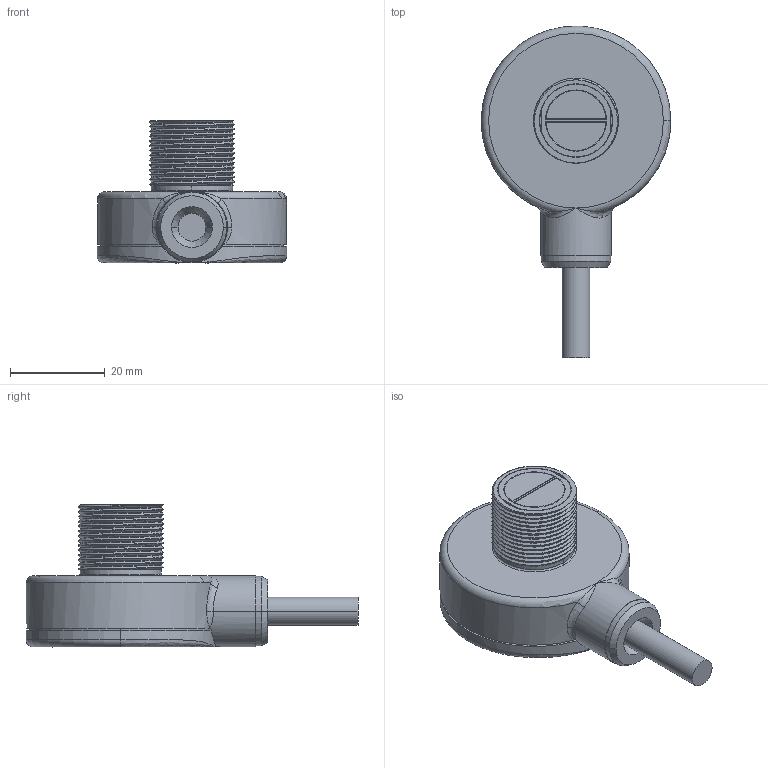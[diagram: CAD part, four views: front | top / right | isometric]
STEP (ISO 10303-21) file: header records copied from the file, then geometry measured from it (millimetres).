
FILE_DESCRIPTION((''),'2;1');
FILE_NAME('155320_SW','2010-12-03T',('banengservice'),('BANNER ENGINEERING'),'PRO/ENGINEER BY PARAMETRIC TECHNOLOGY CORPORATION, 2009141','PRO/ENGINEER BY PARAMETRIC TECHNOLOGY CORPORATION, 2009141','');
FILE_SCHEMA(('CONFIG_CONTROL_DESIGN'));
Length unit declared in the file: inch
Products named in the file (1): 155320_SW
Bounding box: 40.08 x 70.21 x 30.09 mm (x, y, z)
Volume: 9730.8 mm3; surface area: 15628.3 mm2
Topology: 4 solids, 5 shells, 405 faces, 1001 edges, 631 vertices
Faces by surface type: plane 179, cylinder 141, cone 24, torus 23, bspline 22, extrusion 10, sphere 6
Entity records: 22752 total; most frequent: CARTESIAN_POINT 13201, ORIENTED_EDGE 1990, DIRECTION 1935, EDGE_CURVE 995, AXIS2_PLACEMENT_3D 699, VERTEX_POINT 631, VECTOR 537, LINE 527
